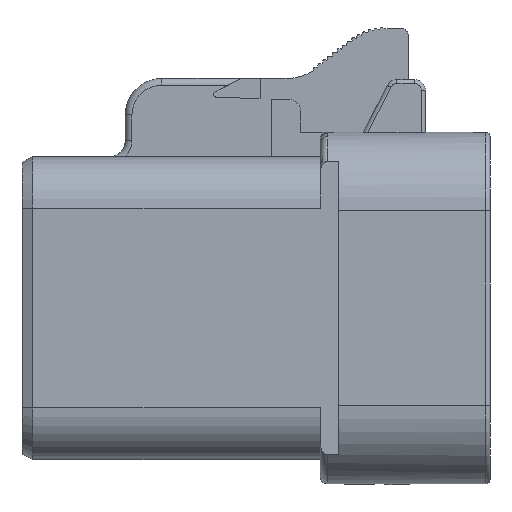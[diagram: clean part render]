
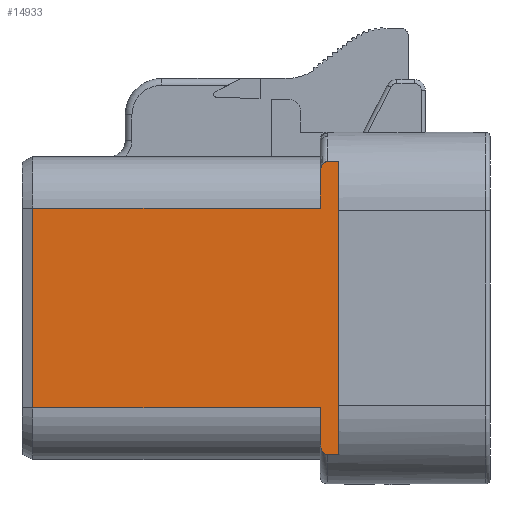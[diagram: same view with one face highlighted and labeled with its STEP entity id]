
A CAD part, left-side view. The second image highlights one B-rep face of the part: STEP entity #14933.
In plain terms, the highlighted planar face has unit normal (-1, 0, 0).
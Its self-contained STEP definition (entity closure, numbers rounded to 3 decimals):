
#218=DIRECTION('',(0.,0.,1.));
#219=VECTOR('',#218,14.8);
#220=CARTESIAN_POINT('',(-9.75,33.9,-7.4));
#221=LINE('',#220,#219);
#222=DIRECTION('',(0.,-1.,0.));
#223=VECTOR('',#222,21.32);
#224=CARTESIAN_POINT('',(-9.75,33.9,7.4));
#225=LINE('',#224,#223);
#226=DIRECTION('',(0.,0.,1.));
#227=VECTOR('',#226,21.707);
#228=CARTESIAN_POINT('',(-9.75,11.2,-10.853));
#229=LINE('',#228,#227);
#230=DIRECTION('',(0.,-1.,0.));
#231=VECTOR('',#230,21.32);
#232=CARTESIAN_POINT('',(-9.75,33.9,-7.4));
#233=LINE('',#232,#231);
#1042=DIRECTION('',(0.,0.,1.));
#1043=VECTOR('',#1042,2.584);
#1044=CARTESIAN_POINT('',(-9.75,12.58,7.4));
#1045=LINE('',#1044,#1043);
#1059=DIRECTION('',(0.,0.,1.));
#1060=VECTOR('',#1059,2.584);
#1061=CARTESIAN_POINT('',(-9.75,12.58,-9.984));
#1062=LINE('',#1061,#1060);
#1117=CARTESIAN_POINT('',(-9.75,12.58,9.984));
#1118=CARTESIAN_POINT('',(-9.75,12.58,10.049));
#1119=CARTESIAN_POINT('',(-9.75,12.573,10.175));
#1120=CARTESIAN_POINT('',(-9.75,12.54,10.363));
#1121=CARTESIAN_POINT('',(-9.75,12.482,10.532));
#1122=CARTESIAN_POINT('',(-9.75,12.402,10.672));
#1123=CARTESIAN_POINT('',(-9.75,12.305,10.775));
#1124=CARTESIAN_POINT('',(-9.75,12.196,10.839));
#1125=CARTESIAN_POINT('',(-9.75,12.12,10.853));
#1126=CARTESIAN_POINT('',(-9.75,12.08,10.853));
#1138=DIRECTION('',(0.,1.,0.));
#1139=VECTOR('',#1138,0.88);
#1140=CARTESIAN_POINT('',(-9.75,11.2,10.853));
#1141=LINE('',#1140,#1139);
#6848=CARTESIAN_POINT('',(-9.75,12.08,-10.853));
#6849=CARTESIAN_POINT('',(-9.75,12.12,-10.853));
#6850=CARTESIAN_POINT('',(-9.75,12.197,-10.838));
#6851=CARTESIAN_POINT('',(-9.75,12.308,-10.773));
#6852=CARTESIAN_POINT('',(-9.75,12.405,-10.668));
#6853=CARTESIAN_POINT('',(-9.75,12.484,-10.528));
#6854=CARTESIAN_POINT('',(-9.75,12.541,-10.359));
#6855=CARTESIAN_POINT('',(-9.75,12.574,-10.173));
#6856=CARTESIAN_POINT('',(-9.75,12.58,-10.048));
#6857=CARTESIAN_POINT('',(-9.75,12.58,-9.984));
#6874=DIRECTION('',(0.,1.,0.));
#6875=VECTOR('',#6874,0.88);
#6876=CARTESIAN_POINT('',(-9.75,11.2,-10.853));
#6877=LINE('',#6876,#6875);
#12214=CARTESIAN_POINT('',(-9.75,12.58,7.4));
#12215=CARTESIAN_POINT('',(-9.75,12.58,9.984));
#12216=VERTEX_POINT('',#12214);
#12217=VERTEX_POINT('',#12215);
#12218=CARTESIAN_POINT('',(-9.75,12.58,-9.984));
#12219=CARTESIAN_POINT('',(-9.75,12.58,-7.4));
#12220=VERTEX_POINT('',#12218);
#12221=VERTEX_POINT('',#12219);
#12238=CARTESIAN_POINT('',(-9.75,11.2,-10.853));
#12239=VERTEX_POINT('',#12238);
#12240=CARTESIAN_POINT('',(-9.75,12.08,-10.853));
#12241=VERTEX_POINT('',#12240);
#12250=CARTESIAN_POINT('',(-9.75,11.2,10.853));
#12251=VERTEX_POINT('',#12250);
#12252=CARTESIAN_POINT('',(-9.75,12.08,10.853));
#12253=VERTEX_POINT('',#12252);
#12292=CARTESIAN_POINT('',(-9.75,33.9,-7.4));
#12293=VERTEX_POINT('',#12292);
#12296=CARTESIAN_POINT('',(-9.75,33.9,
7.4));
#12297=VERTEX_POINT('',#12296);
#14908=CARTESIAN_POINT('',(-9.75,0.,-11.225));
#14909=DIRECTION('',(-1.,0.,0.));
#14910=DIRECTION('',(0.,0.,1.));
#14911=AXIS2_PLACEMENT_3D('',#14908,#14909,#14910);
#14912=PLANE('',#14911);
#14913=ORIENTED_EDGE('',*,*,#14778,.T.);
#14915=ORIENTED_EDGE('',*,*,#14914,.T.);
#14917=ORIENTED_EDGE('',*,*,#14916,.T.);
#14919=ORIENTED_EDGE('',*,*,#14918,.T.);
#14921=ORIENTED_EDGE('',*,*,#14920,.F.);
#14923=ORIENTED_EDGE('',*,*,#14922,.F.);
#14925=ORIENTED_EDGE('',*,*,#14924,.T.);
#14927=ORIENTED_EDGE('',*,*,#14926,.T.);
#14929=ORIENTED_EDGE('',*,*,#14928,.T.);
#14930=ORIENTED_EDGE('',*,*,#14900,.F.);
#14931=EDGE_LOOP('',(#14913,#14915,#14917,#14919,#14921,#14923,#14925,#14927,
#14929,#14930));
#14932=FACE_OUTER_BOUND('',#14931,.F.);
#14933=ADVANCED_FACE('',(#14932),#14912,.T.);
#1127=B_SPLINE_CURVE_WITH_KNOTS('',3,(#1117,#1118,#1119,#1120,#1121,#1122,#1123,
#1124,#1125,#1126),.UNSPECIFIED.,.F.,.F.,(4,1,1,1,1,1,1,4),(0.,
0.143,0.286,0.429,0.571,
0.714,0.857,1.),.UNSPECIFIED.);
#6858=B_SPLINE_CURVE_WITH_KNOTS('',3,(#6848,#6849,#6850,#6851,#6852,#6853,#6854,
#6855,#6856,#6857),.UNSPECIFIED.,.F.,.F.,(4,1,1,1,1,1,1,4),(0.,
0.143,0.286,0.429,0.571,
0.714,0.857,1.),.UNSPECIFIED.);
#14778=EDGE_CURVE('',#12293,#12297,#221,.T.);
#14900=EDGE_CURVE('',#12293,#12221,#233,.T.);
#14914=EDGE_CURVE('',#12297,#12216,#225,.T.);
#14916=EDGE_CURVE('',#12216,#12217,#1045,.T.);
#14918=EDGE_CURVE('',#12217,#12253,#1127,.T.);
#14920=EDGE_CURVE('',#12251,#12253,#1141,.T.);
#14922=EDGE_CURVE('',#12239,#12251,#229,.T.);
#14924=EDGE_CURVE('',#12239,#12241,#6877,.T.);
#14926=EDGE_CURVE('',#12241,#12220,#6858,.T.);
#14928=EDGE_CURVE('',#12220,#12221,#1062,.T.);
